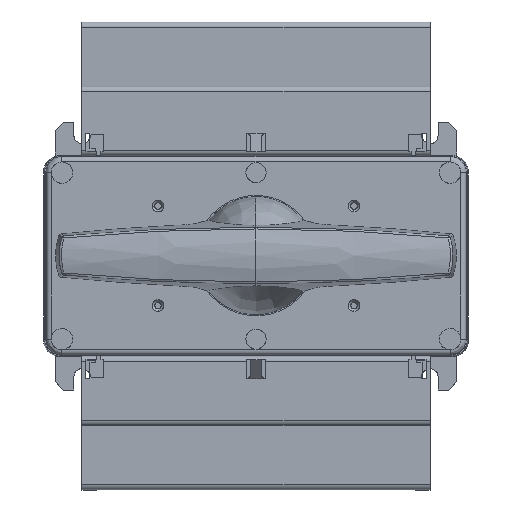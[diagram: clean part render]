
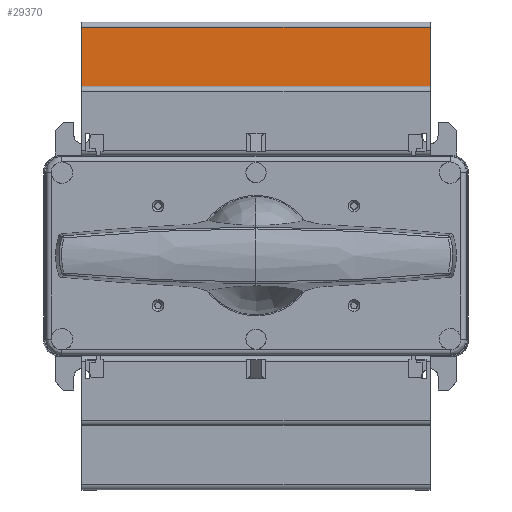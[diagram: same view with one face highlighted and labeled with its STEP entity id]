
A CAD part, top view. The second image highlights one B-rep face of the part: STEP entity #29370.
In plain terms, the highlighted face is planar.
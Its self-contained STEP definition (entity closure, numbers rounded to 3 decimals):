
#891 = CARTESIAN_POINT ( 'NONE',  ( -144.35, 50.3, -122.859 ) ) ;
#3557 = LINE ( 'NONE', #38462, #10872 ) ;
#4267 = DIRECTION ( 'NONE',  ( 0., 0., 1. ) ) ;
#4863 = LINE ( 'NONE', #17161, #14703 ) ;
#5040 = EDGE_LOOP ( 'NONE', ( #40938, #11658, #26235, #25646 ) ) ;
#5964 = CARTESIAN_POINT ( 'NONE',  ( -144.35, 50.3, -122.859 ) ) ;
#7316 = CARTESIAN_POINT ( 'NONE',  ( -14.35, 50.3, -100.859 ) ) ;
#7773 = LINE ( 'NONE', #891, #9321 ) ;
#9312 = DIRECTION ( 'NONE',  ( 0., 0., 1. ) ) ;
#9321 = VECTOR ( 'NONE', #4267, 1000. ) ;
#10360 = DIRECTION ( 'NONE',  ( -1., 0., 0. ) ) ;
#10872 = VECTOR ( 'NONE', #9312, 1000. ) ;
#11658 = ORIENTED_EDGE ( 'NONE', *, *, #41796, .F. ) ;
#11688 = DIRECTION ( 'NONE',  ( 0., -1., 0. ) ) ;
#12307 = EDGE_CURVE ( 'NONE', #28002, #25782, #7773, .T. ) ;
#14703 = VECTOR ( 'NONE', #10360, 1000. ) ;
#17161 = CARTESIAN_POINT ( 'NONE',  ( -14.35, 50.3, -100.859 ) ) ;
#19398 = CARTESIAN_POINT ( 'NONE',  ( -14.35, 50.3, -122.859 ) ) ;
#20002 = CARTESIAN_POINT ( 'NONE',  ( -144.35, 50.3, -100.859 ) ) ;
#21234 = PLANE ( 'NONE',  #27698 ) ;
#21270 = DIRECTION ( 'NONE',  ( -1., 0., 0. ) ) ;
#24581 = CARTESIAN_POINT ( 'NONE',  ( -14.35, 50.3, -122.859 ) ) ;
#25646 = ORIENTED_EDGE ( 'NONE', *, *, #31645, .T. ) ;
#25782 = VERTEX_POINT ( 'NONE', #20002 ) ;
#26235 = ORIENTED_EDGE ( 'NONE', *, *, #30877, .F. ) ;
#27387 = CARTESIAN_POINT ( 'NONE',  ( -14.35, 50.3, -122.859 ) ) ;
#27643 = VERTEX_POINT ( 'NONE', #7316 ) ;
#27698 = AXIS2_PLACEMENT_3D ( 'NONE', #24581, #11688, #31301 ) ;
#28002 = VERTEX_POINT ( 'NONE', #5964 ) ;
#29370 = ADVANCED_FACE ( 'NONE', ( #29645 ), #21234, .F. ) ;
#29645 = FACE_OUTER_BOUND ( 'NONE', #5040, .T. ) ;
#30877 = EDGE_CURVE ( 'NONE', #40396, #27643, #3557, .T. ) ;
#31301 = DIRECTION ( 'NONE',  ( -1., 0., 0. ) ) ;
#31645 = EDGE_CURVE ( 'NONE', #40396, #28002, #38380, .T. ) ;
#37328 = VECTOR ( 'NONE', #21270, 1000. ) ;
#38380 = LINE ( 'NONE', #27387, #37328 ) ;
#38462 = CARTESIAN_POINT ( 'NONE',  ( -14.35, 50.3, -122.859 ) ) ;
#40396 = VERTEX_POINT ( 'NONE', #19398 ) ;
#40938 = ORIENTED_EDGE ( 'NONE', *, *, #12307, .T. ) ;
#41796 = EDGE_CURVE ( 'NONE', #27643, #25782, #4863, .T. ) ;
